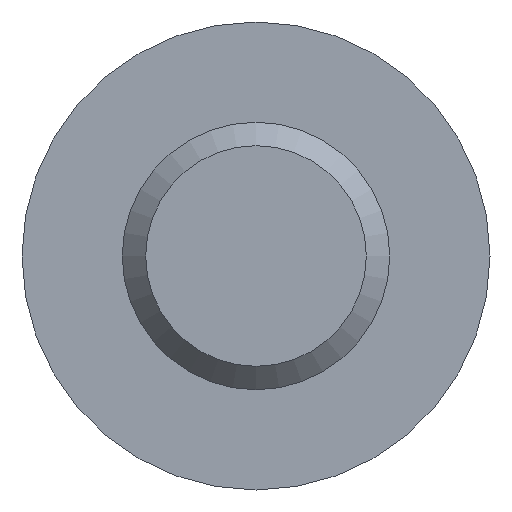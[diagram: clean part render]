
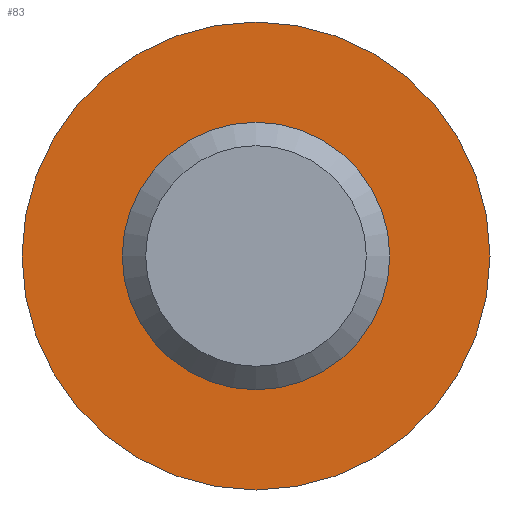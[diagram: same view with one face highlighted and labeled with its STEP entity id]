
A CAD part, front view. The second image highlights one B-rep face of the part: STEP entity #83.
In plain terms, the highlighted planar face has unit normal (0, -1, 0).
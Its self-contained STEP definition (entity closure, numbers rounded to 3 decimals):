
#6 = CIRCLE ( 'NONE', #354, 3.5 ) ;
#49 = AXIS2_PLACEMENT_3D ( 'NONE', #197, #454, #77 ) ;
#77 = DIRECTION ( 'NONE',  ( 0., 0., -1. ) ) ;
#82 = DIRECTION ( 'NONE',  ( 0., 1., 0. ) ) ;
#83 = ADVANCED_FACE ( 'NONE', ( #157, #237 ), #410, .F. ) ;
#87 = CARTESIAN_POINT ( 'NONE',  ( 0., 8., 0. ) ) ;
#132 = VERTEX_POINT ( 'NONE', #423 ) ;
#149 = ORIENTED_EDGE ( 'NONE', *, *, #384, .F. ) ;
#157 = FACE_BOUND ( 'NONE', #521, .T. ) ;
#169 = CARTESIAN_POINT ( 'NONE',  ( 0., 8., -3.5 ) ) ;
#197 = CARTESIAN_POINT ( 'NONE',  ( 0., 8., 0. ) ) ;
#217 = VERTEX_POINT ( 'NONE', #169 ) ;
#237 = FACE_OUTER_BOUND ( 'NONE', #346, .T. ) ;
#250 = DIRECTION ( 'NONE',  ( 0., 0., -1. ) ) ;
#258 = ORIENTED_EDGE ( 'NONE', *, *, #442, .T. ) ;
#330 = DIRECTION ( 'NONE',  ( 0., 0., 1. ) ) ;
#343 = CIRCLE ( 'NONE', #49, 2. ) ;
#346 = EDGE_LOOP ( 'NONE', ( #258 ) ) ;
#354 = AXIS2_PLACEMENT_3D ( 'NONE', #87, #380, #250 ) ;
#376 = CARTESIAN_POINT ( 'NONE',  ( -2., 8., 0. ) ) ;
#380 = DIRECTION ( 'NONE',  ( 0., -1., 0. ) ) ;
#384 = EDGE_CURVE ( 'NONE', #132, #132, #343, .T. ) ;
#410 = PLANE ( 'NONE',  #486 ) ;
#423 = CARTESIAN_POINT ( 'NONE',  ( 0., 8., -2. ) ) ;
#442 = EDGE_CURVE ( 'NONE', #217, #217, #6, .T. ) ;
#454 = DIRECTION ( 'NONE',  ( 0., -1., 0. ) ) ;
#486 = AXIS2_PLACEMENT_3D ( 'NONE', #376, #82, #330 ) ;
#521 = EDGE_LOOP ( 'NONE', ( #149 ) ) ;
